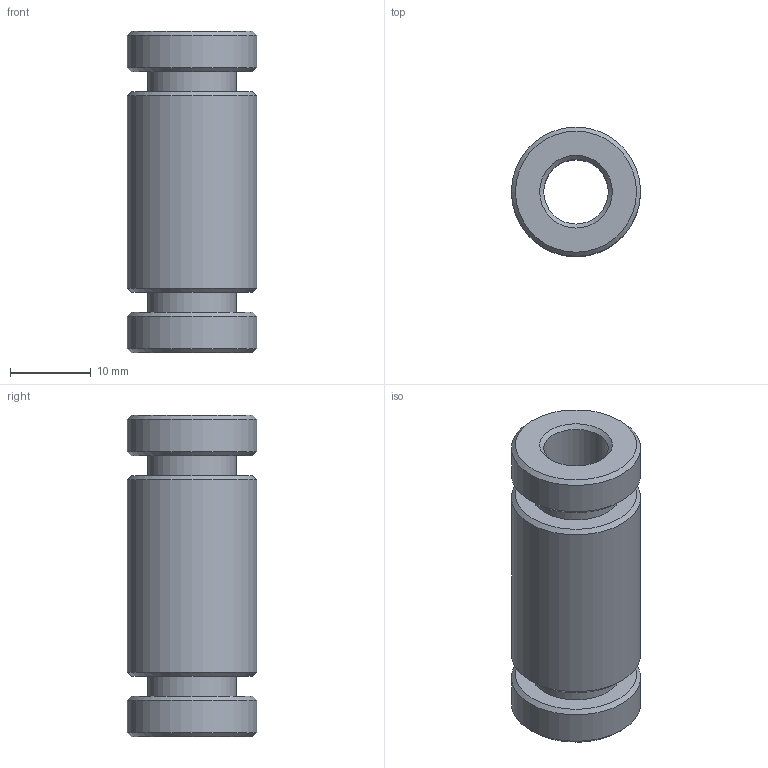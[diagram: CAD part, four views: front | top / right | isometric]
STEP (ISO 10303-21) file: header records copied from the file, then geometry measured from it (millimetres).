
FILE_DESCRIPTION((''),'2;1');
FILE_NAME('Ø8mm BOTTOM TUBE BEARING.stp','2015-01-29T12:01:19',('jge'),(''),'Autodesk Inventor 2012','Autodesk Inventor 2012','');
FILE_SCHEMA(('AUTOMOTIVE_DESIGN { 1 0 10303 214 1 1 1 1 }'));
Length unit declared in the file: millimetre
Products named in the file (1): BOTTOM TUBE
Bounding box: 16 x 16 x 39.8 mm (x, y, z)
Volume: 5428.1 mm3; surface area: 3543.7 mm2
Topology: 1 solids, 1 shells, 20 faces, 35 edges, 21 vertices
Faces by surface type: cone 8, cylinder 6, plane 6
Full cylindrical faces by diameter (mm): 8 x1, 11 x2, 16 x3
Entity records: 434 total; most frequent: DIRECTION 82, CARTESIAN_POINT 61, AXIS2_PLACEMENT_3D 41, ORIENTED_EDGE 40, EDGE_LOOP 40, VERTEX_POINT 20, CIRCLE 20, EDGE_CURVE 20
